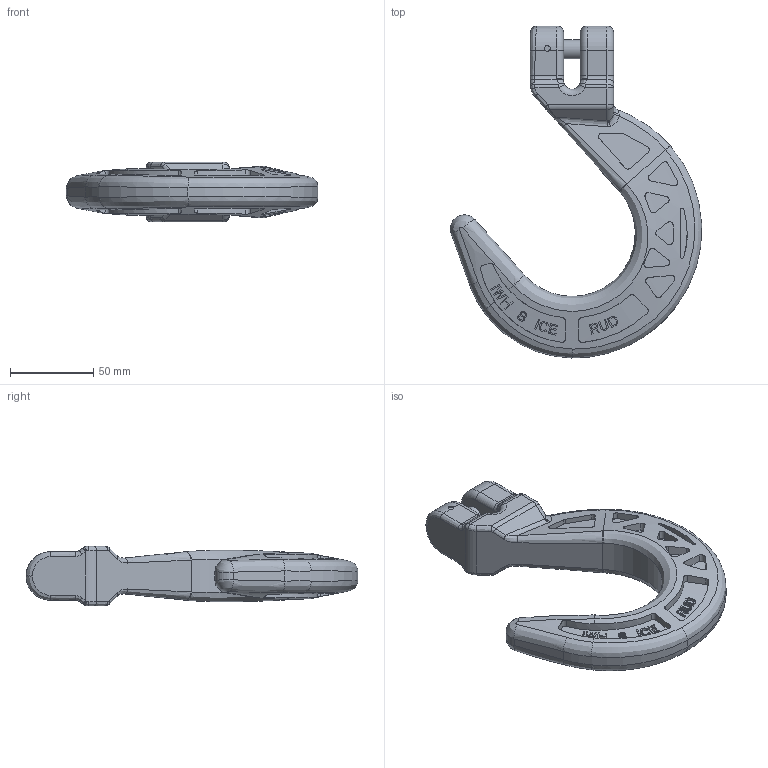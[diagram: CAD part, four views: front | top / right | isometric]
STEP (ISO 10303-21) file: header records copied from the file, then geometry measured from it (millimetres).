
FILE_DESCRIPTION((''),'2;1');
FILE_NAME('001-M34844-P-4','2016-06-13T',('Andreas.Wendler'),(''),'PRO/ENGINEER BY PARAMETRIC TECHNOLOGY CORPORATION, 2010140','PRO/ENGINEER BY PARAMETRIC TECHNOLOGY CORPORATION, 2010140','');
FILE_SCHEMA(('CONFIG_CONTROL_DESIGN'));
Length unit declared in the file: millimetre
Products named in the file (1): 001-M34844-P-4
Bounding box: 151.04 x 199.49 x 36 mm (x, y, z)
Volume: 258475.8 mm3; surface area: 46026.8 mm2
Topology: 1 solids, 1 shells, 532 faces, 1400 edges, 900 vertices
Faces by surface type: plane 302, cylinder 107, bspline 70, cone 32, torus 11, sphere 8, extrusion 2
Entity records: 25924 total; most frequent: CARTESIAN_POINT 14606, ORIENTED_EDGE 2800, DIRECTION 1618, EDGE_CURVE 1400, VERTEX_POINT 900, B_SPLINE_CURVE_WITH_KNOTS 840, AXIS2_PLACEMENT_3D 594, EDGE_LOOP 564
